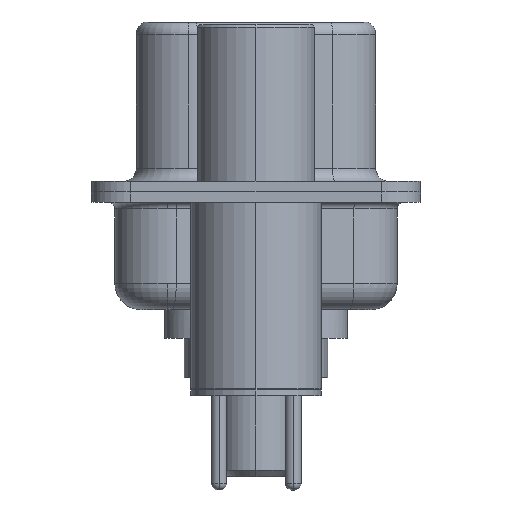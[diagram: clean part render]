
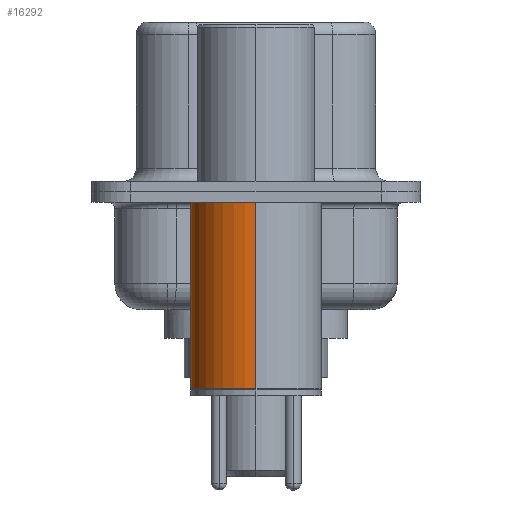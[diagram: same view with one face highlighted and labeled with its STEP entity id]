
A CAD part, left-side view. The second image highlights one B-rep face of the part: STEP entity #16292.
In plain terms, the highlighted cylindrical face has radius 2.5 mm (diameter 5 mm), a partial arc.
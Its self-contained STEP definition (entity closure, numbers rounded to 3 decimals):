
#260 = DIRECTION ( 'NONE',  ( 0., 0., 1. ) ) ;
#325 = VECTOR ( 'NONE', #15885, 1000. ) ;
#923 = CARTESIAN_POINT ( 'NONE',  ( 2.5, 0., 0.581 ) ) ;
#1045 = DIRECTION ( 'NONE',  ( 0., 0., 1. ) ) ;
#1187 = CARTESIAN_POINT ( 'NONE',  ( -2.5, 0., -7.525 ) ) ;
#3145 = VERTEX_POINT ( 'NONE', #1187 ) ;
#3276 = CARTESIAN_POINT ( 'NONE',  ( 0., 0., 0.581 ) ) ;
#3856 = CIRCLE ( 'NONE', #17242, 2.5 ) ;
#4332 = LINE ( 'NONE', #923, #15688 ) ;
#5689 = CYLINDRICAL_SURFACE ( 'NONE', #16146, 2.5 ) ;
#6025 = VERTEX_POINT ( 'NONE', #15106 ) ;
#7133 = CARTESIAN_POINT ( 'NONE',  ( 0., 0., -7.525 ) ) ;
#7901 = ORIENTED_EDGE ( 'NONE', *, *, #14236, .F. ) ;
#7927 = VERTEX_POINT ( 'NONE', #16180 ) ;
#8640 = DIRECTION ( 'NONE',  ( 1., 0., 0. ) ) ;
#8768 = ORIENTED_EDGE ( 'NONE', *, *, #14258, .T. ) ;
#9530 = ORIENTED_EDGE ( 'NONE', *, *, #14233, .T. ) ;
#10050 = CARTESIAN_POINT ( 'NONE',  ( 0., 0., -0.4 ) ) ;
#10721 = VERTEX_POINT ( 'NONE', #16639 ) ;
#11625 = DIRECTION ( 'NONE',  ( 1., 0., 0. ) ) ;
#12343 = DIRECTION ( 'NONE',  ( 1., 0., 0. ) ) ;
#12373 = LINE ( 'NONE', #14509, #325 ) ;
#13377 = EDGE_LOOP ( 'NONE', ( #8768, #9530, #7901, #16987 ) ) ;
#14209 = EDGE_CURVE ( 'NONE', #6025, #7927, #4332, .T. ) ;
#14233 = EDGE_CURVE ( 'NONE', #3145, #10721, #12373, .T. ) ;
#14236 = EDGE_CURVE ( 'NONE', #7927, #10721, #3856, .T. ) ;
#14258 = EDGE_CURVE ( 'NONE', #6025, #3145, #16552, .T. ) ;
#14509 = CARTESIAN_POINT ( 'NONE',  ( -2.5, 0., 0.581 ) ) ;
#15106 = CARTESIAN_POINT ( 'NONE',  ( 2.5, 0., -7.525 ) ) ;
#15688 = VECTOR ( 'NONE', #17190, 1000. ) ;
#15885 = DIRECTION ( 'NONE',  ( 0., 0., 1. ) ) ;
#16146 = AXIS2_PLACEMENT_3D ( 'NONE', #3276, #260, #12343 ) ;
#16180 = CARTESIAN_POINT ( 'NONE',  ( 2.5, 0., -0.4 ) ) ;
#16292 = ADVANCED_FACE ( 'NONE', ( #17336 ), #5689, .T. ) ;
#16552 = CIRCLE ( 'NONE', #18133, 2.5 ) ;
#16639 = CARTESIAN_POINT ( 'NONE',  ( -2.5, 0., -0.4 ) ) ;
#16987 = ORIENTED_EDGE ( 'NONE', *, *, #14209, .F. ) ;
#17190 = DIRECTION ( 'NONE',  ( 0., 0., 1. ) ) ;
#17242 = AXIS2_PLACEMENT_3D ( 'NONE', #10050, #1045, #11625 ) ;
#17299 = DIRECTION ( 'NONE',  ( 0., 0., 1. ) ) ;
#17336 = FACE_OUTER_BOUND ( 'NONE', #13377, .T. ) ;
#18133 = AXIS2_PLACEMENT_3D ( 'NONE', #7133, #17299, #8640 ) ;
